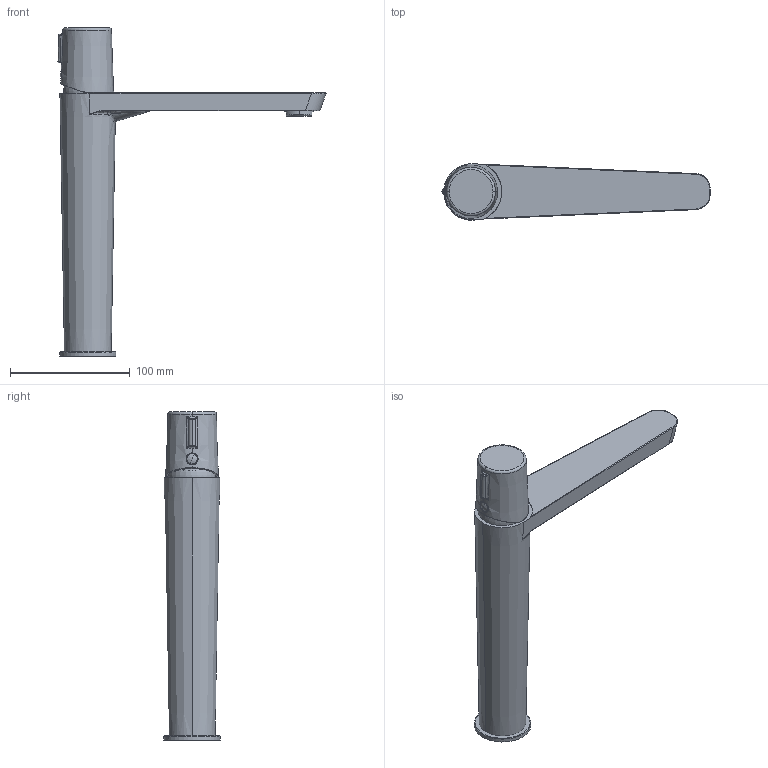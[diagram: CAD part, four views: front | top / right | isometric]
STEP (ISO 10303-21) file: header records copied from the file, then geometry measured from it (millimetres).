
FILE_DESCRIPTION (( 'STEP AP203' ), '1' );
FILE_NAME ('34A302437.STEP', '2018-10-17T15:23:19', ( '' ), ( '' ), 'SwSTEP 2.0', 'SolidWorks 2017', '' );
FILE_SCHEMA (( 'CONFIG_CONTROL_DESIGN' ));
Length unit declared in the file: millimetre
Products named in the file (12): CMFX0003; CVCV0056; CPAR0001_1; CVHN0093; 006664_A; CVCV0003; MMBO0009; 34A302437; CGSE0003; CVCA0010; CPCV0002; CMFX0002
Assembly tree (11 placements, depth 3):
  34A302437
    CPAR0001_1
    MMBO0009
      006664_A
    CGSE0003
    CVCA0010
    CPCV0002
    CMFX0002
    CMFX0003
    CVCV0056
    CVHN0093
    CVCV0003
Bounding box: 223.68 x 46.95 x 274 mm (x, y, z)
Volume: 209820.8 mm3; surface area: 135200.8 mm2
Topology: 10 solids, 10 shells, 866 faces, 2098 edges, 1274 vertices
Faces by surface type: cylinder 314, bspline 251, plane 173, cone 87, torus 37, sphere 4
Entity records: 40523 total; most frequent: CARTESIAN_POINT 20631, ORIENTED_EDGE 4148, DIRECTION 3621, EDGE_CURVE 2074, AXIS2_PLACEMENT_3D 1491, VERTEX_POINT 1274, EDGE_LOOP 936, FACE_OUTER_BOUND 866
